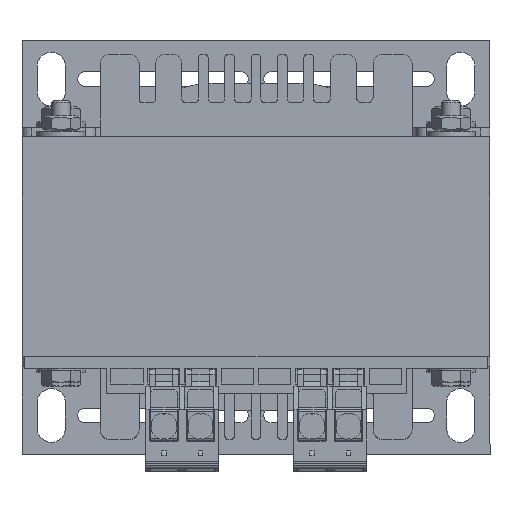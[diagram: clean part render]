
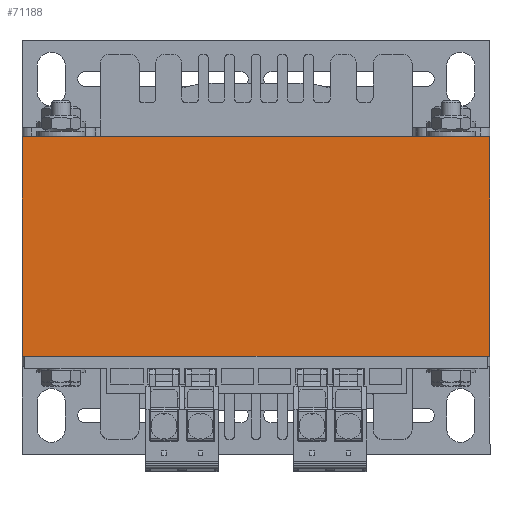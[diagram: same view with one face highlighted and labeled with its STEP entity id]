
A CAD part, top view. The second image highlights one B-rep face of the part: STEP entity #71188.
In plain terms, the highlighted planar face has unit normal (0, 0, 1).
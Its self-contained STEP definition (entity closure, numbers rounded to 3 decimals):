
#2433=FACE_OUTER_BOUND('',#6150,.T.);
#6150=EDGE_LOOP('',(#45343,#45344,#45345,#45346));
#10008=LINE('',#98899,#19031);
#10039=LINE('',#98977,#19062);
#10040=LINE('',#98979,#19063);
#10041=LINE('',#98980,#19064);
#19031=VECTOR('',#80074,1.);
#19062=VECTOR('',#80147,1.);
#19063=VECTOR('',#80148,1.);
#19064=VECTOR('',#80149,1.);
#28053=VERTEX_POINT('',#98895);
#28055=VERTEX_POINT('',#98898);
#28081=VERTEX_POINT('',#98976);
#28082=VERTEX_POINT('',#98978);
#34852=EDGE_CURVE('',#28055,#28053,#10008,.T.);
#34891=EDGE_CURVE('',#28081,#28053,#10039,.T.);
#34892=EDGE_CURVE('',#28081,#28082,#10040,.T.);
#34893=EDGE_CURVE('',#28082,#28055,#10041,.T.);
#45343=ORIENTED_EDGE('',*,*,#34891,.F.);
#45344=ORIENTED_EDGE('',*,*,#34892,.T.);
#45345=ORIENTED_EDGE('',*,*,#34893,.T.);
#45346=ORIENTED_EDGE('',*,*,#34852,.T.);
#66144=PLANE('',#75189);
#71188=ADVANCED_FACE('',(#2433),#66144,.T.);
#75189=AXIS2_PLACEMENT_3D('',#98975,#80145,#80146);
#80074=DIRECTION('',(1.,0.,0.));
#80145=DIRECTION('center_axis',(0.,0.,1.));
#80146=DIRECTION('ref_axis',(0.,-1.,0.));
#80147=DIRECTION('',(0.,-1.,0.));
#80148=DIRECTION('',(-1.,0.,0.));
#80149=DIRECTION('',(0.,-1.,0.));
#98895=CARTESIAN_POINT('',(34.423,-255.728,57.5));
#98898=CARTESIAN_POINT('',(-61.577,-255.728,57.5));
#98899=CARTESIAN_POINT('',(34.423,-255.728,57.5));
#98975=CARTESIAN_POINT('Origin',(-61.577,-210.728,57.5));
#98976=CARTESIAN_POINT('',(34.423,-210.728,57.5));
#98977=CARTESIAN_POINT('',(34.423,-210.728,57.5));
#98978=CARTESIAN_POINT('',(-61.577,-210.728,57.5));
#98979=CARTESIAN_POINT('',(34.423,-210.728,57.5));
#98980=CARTESIAN_POINT('',(-61.577,-210.728,57.5));
